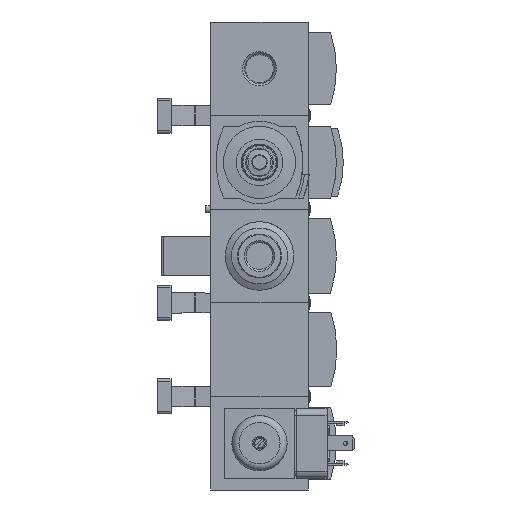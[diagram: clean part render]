
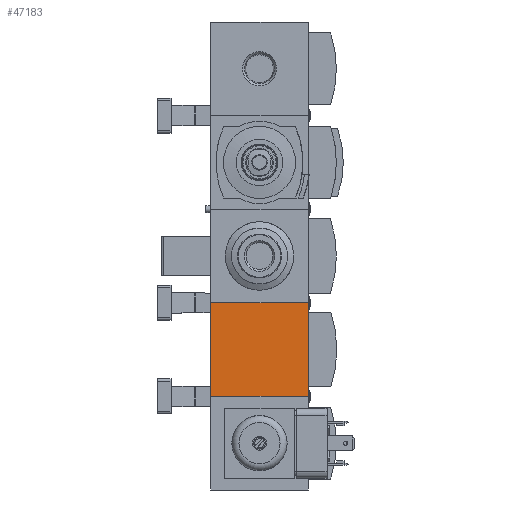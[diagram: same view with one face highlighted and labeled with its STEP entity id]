
A CAD part, front view. The second image highlights one B-rep face of the part: STEP entity #47183.
In plain terms, the highlighted planar face has unit normal (0, -1, 0).
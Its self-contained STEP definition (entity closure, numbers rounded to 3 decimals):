
#1329=PLANE('',#50048);
#4189=LINE('',#68186,#8066);
#4295=LINE('',#68408,#8172);
#4310=LINE('',#68446,#8187);
#4351=LINE('',#68554,#8228);
#8066=VECTOR('',#57234,1000.);
#8172=VECTOR('',#57406,1000.);
#8187=VECTOR('',#57435,1000.);
#8228=VECTOR('',#57518,1000.);
#16750=ORIENTED_EDGE('',*,*,#23246,.F.);
#16751=ORIENTED_EDGE('',*,*,#23360,.F.);
#16752=ORIENTED_EDGE('',*,*,#23434,.F.);
#16753=ORIENTED_EDGE('',*,*,#23380,.F.);
#23246=EDGE_CURVE('',#27372,#27373,#4189,.T.);
#23360=EDGE_CURVE('',#27455,#27372,#4295,.T.);
#23380=EDGE_CURVE('',#27373,#27472,#4310,.T.);
#23434=EDGE_CURVE('',#27472,#27455,#4351,.T.);
#27372=VERTEX_POINT('',#68185);
#27373=VERTEX_POINT('',#68187);
#27455=VERTEX_POINT('',#68407);
#27472=VERTEX_POINT('',#68447);
#31181=EDGE_LOOP('',(#16750,#16751,#16752,#16753));
#33478=FACE_BOUND('',#31181,.T.);
#47183=ADVANCED_FACE('',(#33478),#1329,.F.);
#50048=AXIS2_PLACEMENT_3D('',#69136,#58015,#58016);
#57234=DIRECTION('',(0.,0.,1.));
#57406=DIRECTION('',(-1.,0.,0.));
#57435=DIRECTION('',(1.,0.,0.));
#57518=DIRECTION('',(0.,0.,-1.));
#58015=DIRECTION('',(0.,1.,0.));
#58016=DIRECTION('',(0.,0.,1.));
#68185=CARTESIAN_POINT('',(-21.,-31.5,-20.1));
#68186=CARTESIAN_POINT('',(-21.,-31.5,-20.1));
#68187=CARTESIAN_POINT('',(-21.,-31.5,20.1));
#68407=CARTESIAN_POINT('',(21.,-31.5,-20.1));
#68408=CARTESIAN_POINT('',(21.,-31.5,-20.1));
#68446=CARTESIAN_POINT('',(-21.,-31.5,20.1));
#68447=CARTESIAN_POINT('',(21.,-31.5,20.1));
#68554=CARTESIAN_POINT('',(21.,-31.5,20.1));
#69136=CARTESIAN_POINT('',(0.,-31.5,0.));
